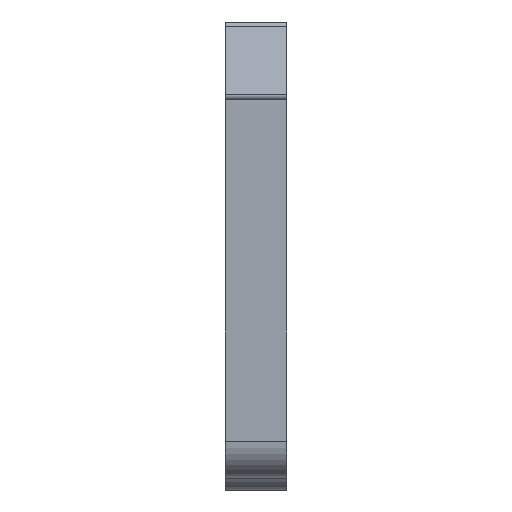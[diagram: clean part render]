
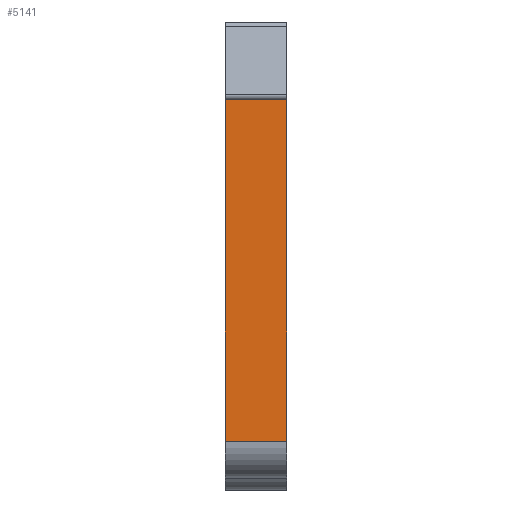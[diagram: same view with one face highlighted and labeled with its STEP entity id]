
A CAD part, left-side view. The second image highlights one B-rep face of the part: STEP entity #5141.
In plain terms, the highlighted face is planar.
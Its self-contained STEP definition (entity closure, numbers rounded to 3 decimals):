
#241 = VECTOR ( 'NONE', #4391, 1000. ) ;
#404 = LINE ( 'NONE', #7293, #7217 ) ;
#735 = CARTESIAN_POINT ( 'NONE',  ( 4.95, 7.323, 23.643 ) ) ;
#936 = VERTEX_POINT ( 'NONE', #1836 ) ;
#1209 = CARTESIAN_POINT ( 'NONE',  ( 0., 7.323, -3.657 ) ) ;
#1451 = EDGE_CURVE ( 'NONE', #5759, #7215, #6118, .T. ) ;
#1836 = CARTESIAN_POINT ( 'NONE',  ( 0., 7.323, -3.657 ) ) ;
#2026 = DIRECTION ( 'NONE',  ( -1., 0., 0. ) ) ;
#2059 = PLANE ( 'NONE',  #3014 ) ;
#2118 = EDGE_CURVE ( 'NONE', #936, #5759, #5776, .T. ) ;
#2170 = CARTESIAN_POINT ( 'NONE',  ( 4.95, 7.323, -3.657 ) ) ;
#2702 = ORIENTED_EDGE ( 'NONE', *, *, #6341, .F. ) ;
#2910 = CARTESIAN_POINT ( 'NONE',  ( 4.95, 7.323, 15.143 ) ) ;
#3014 = AXIS2_PLACEMENT_3D ( 'NONE', #3683, #4380, #2026 ) ;
#3683 = CARTESIAN_POINT ( 'NONE',  ( 0., 7.323, 15.143 ) ) ;
#3769 = EDGE_LOOP ( 'NONE', ( #2702, #4255, #5818, #6411 ) ) ;
#3847 = LINE ( 'NONE', #2910, #5911 ) ;
#4255 = ORIENTED_EDGE ( 'NONE', *, *, #6517, .F. ) ;
#4380 = DIRECTION ( 'NONE',  ( 0., 1., 0. ) ) ;
#4391 = DIRECTION ( 'NONE',  ( 1., 0., 0. ) ) ;
#4633 = DIRECTION ( 'NONE',  ( 0., 0., 1. ) ) ;
#4679 = CARTESIAN_POINT ( 'NONE',  ( 0., 7.323, 23.643 ) ) ;
#5141 = ADVANCED_FACE ( 'NONE', ( #7163 ), #2059, .T. ) ;
#5209 = DIRECTION ( 'NONE',  ( 0., 0., 1. ) ) ;
#5263 = VERTEX_POINT ( 'NONE', #2170 ) ;
#5555 = CARTESIAN_POINT ( 'NONE',  ( 0., 7.323, 23.643 ) ) ;
#5759 = VERTEX_POINT ( 'NONE', #4679 ) ;
#5776 = LINE ( 'NONE', #1209, #6858 ) ;
#5818 = ORIENTED_EDGE ( 'NONE', *, *, #2118, .T. ) ;
#5911 = VECTOR ( 'NONE', #4633, 1000. ) ;
#6118 = LINE ( 'NONE', #5555, #241 ) ;
#6207 = DIRECTION ( 'NONE',  ( 1., 0., 0. ) ) ;
#6341 = EDGE_CURVE ( 'NONE', #5263, #7215, #3847, .T. ) ;
#6411 = ORIENTED_EDGE ( 'NONE', *, *, #1451, .T. ) ;
#6517 = EDGE_CURVE ( 'NONE', #936, #5263, #404, .T. ) ;
#6858 = VECTOR ( 'NONE', #5209, 1000. ) ;
#7163 = FACE_OUTER_BOUND ( 'NONE', #3769, .T. ) ;
#7215 = VERTEX_POINT ( 'NONE', #735 ) ;
#7217 = VECTOR ( 'NONE', #6207, 1000. ) ;
#7293 = CARTESIAN_POINT ( 'NONE',  ( 0., 7.323, -3.657 ) ) ;
